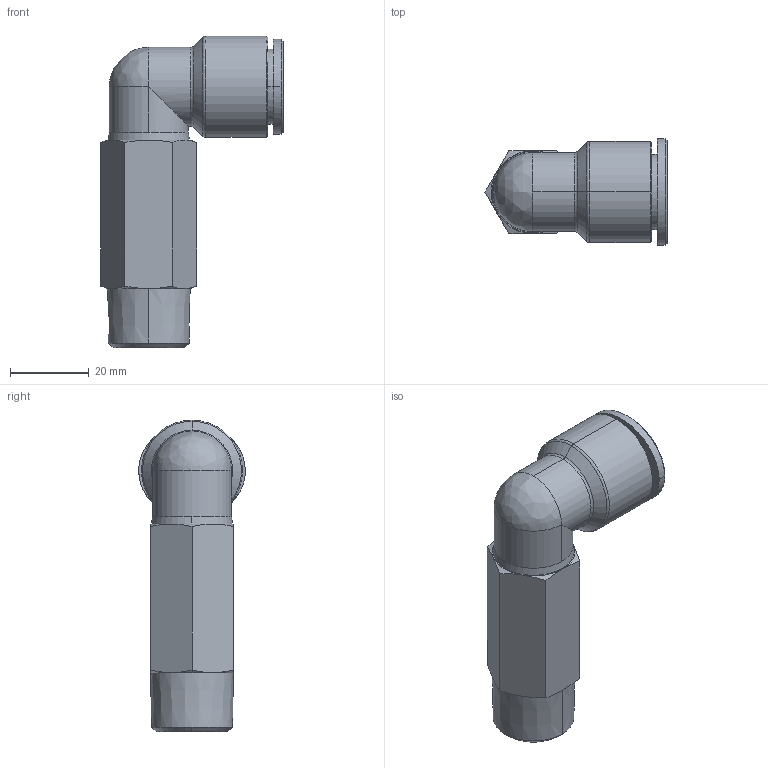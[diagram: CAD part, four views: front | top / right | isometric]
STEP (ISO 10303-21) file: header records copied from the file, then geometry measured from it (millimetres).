
FILE_DESCRIPTION (( 'STEP AP214' ), '1' );
FILE_NAME ('PLL16-04.stp', '2015-09-11T13:25:09', ( '' ), ( '' ), 'SwSTEP 2.0', 'SolidWorks 2015', '' );
FILE_SCHEMA (( 'AUTOMOTIVE_DESIGN' ));
Length unit declared in the file: millimetre
Products named in the file (2): PLL16-04; ｦ+ﾃｦ1
Assembly tree (1 placements, depth 2):
  PLL16-04
    ｦ+ﾃｦ1
Bounding box: 46.12 x 27 x 78.9 mm (x, y, z)
Volume: 26238.9 mm3; surface area: 11475 mm2
Topology: 1 solids, 1 shells, 274 faces, 744 edges, 485 vertices
Faces by surface type: plane 190, bspline 33, cone 29, cylinder 20, torus 2
Entity records: 10219 total; most frequent: CARTESIAN_POINT 3011, ORIENTED_EDGE 1482, DIRECTION 1216, EDGE_CURVE 741, VECTOR 564, LINE 564, VERTEX_POINT 485, AXIS2_PLACEMENT_3D 326
